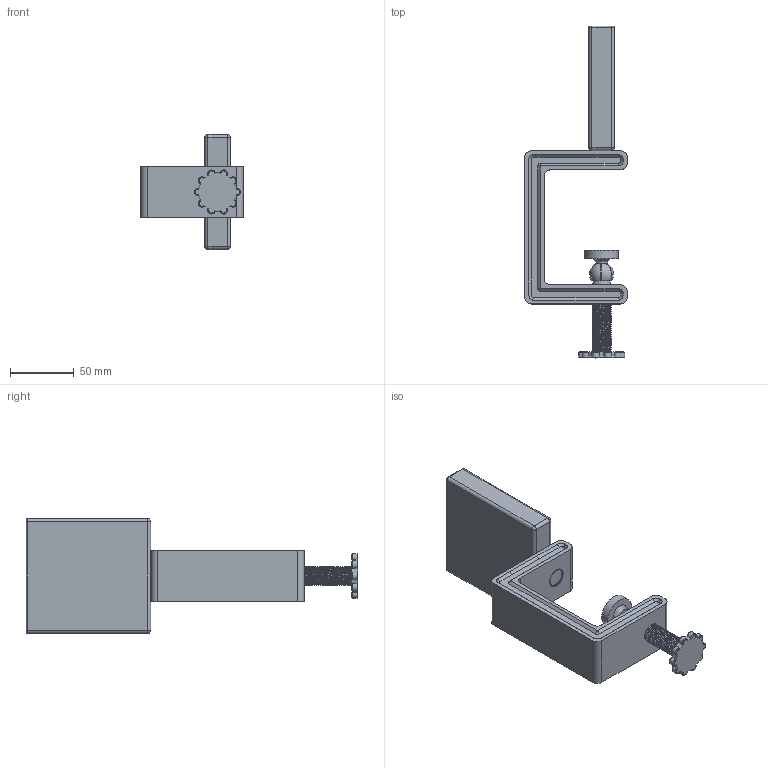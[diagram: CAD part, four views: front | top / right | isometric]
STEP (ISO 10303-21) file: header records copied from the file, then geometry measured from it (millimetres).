
FILE_DESCRIPTION(/* description */ (''),/* implementation_level */ '2;1');
FILE_NAME(/* name */ 'Untitled.step',/* time_stamp */ '2025-12-04T16:51:42-07:00',/* author */ (''),/* organization */ (''),/* preprocessor_version */ 'ST-DEVELOPER v20.1',/* originating_system */ 'Autodesk Translation Framework v14.21.0.0',/* authorisation */ '');
FILE_SCHEMA (('AUTOMOTIVE_DESIGN { 1 0 10303 214 3 1 1 }'));
Length unit declared in the file: millimetre
Products named in the file (1): Untitled
Bounding box: 80 x 259.7 x 90 mm (x, y, z)
Volume: 221530.6 mm3; surface area: 83982 mm2
Topology: 4 solids, 4 shells, 312 faces, 877 edges, 572 vertices
Faces by surface type: cylinder 168, plane 75, cone 49, bspline 9, sphere 7, torus 4
Full cylindrical faces by diameter (mm): 13.137 x40, 13.526 x18, 14.85 x33, 15.203 x18, 26.4 x1
Entity records: 24732 total; most frequent: CARTESIAN_POINT 17165, ORIENTED_EDGE 1734, DIRECTION 1368, EDGE_CURVE 867, VERTEX_POINT 572, AXIS2_PLACEMENT_3D 517, LINE 334, VECTOR 334
